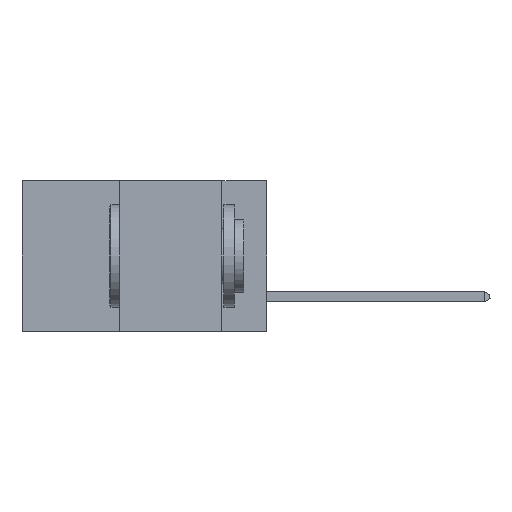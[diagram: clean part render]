
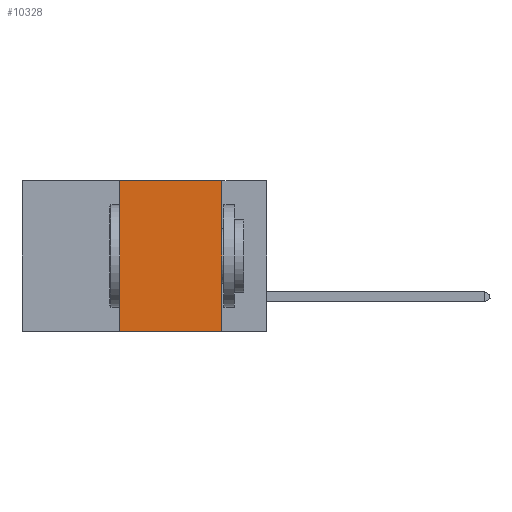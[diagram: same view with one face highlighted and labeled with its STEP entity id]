
A CAD part, left-side view. The second image highlights one B-rep face of the part: STEP entity #10328.
In plain terms, the highlighted planar face has unit normal (-1, 0, 0).
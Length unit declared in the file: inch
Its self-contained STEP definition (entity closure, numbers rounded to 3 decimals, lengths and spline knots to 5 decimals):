
#119 = CARTESIAN_POINT ( 'NONE',  ( 0., 0.6, -0.37 ) ) ;
#488 = CARTESIAN_POINT ( 'NONE',  ( 0., 0.11, 0. ) ) ;
#1004 = FACE_OUTER_BOUND ( 'NONE', #11248, .T. ) ;
#1261 = DIRECTION ( 'NONE',  ( 1., 0., 0. ) ) ;
#1720 = ORIENTED_EDGE ( 'NONE', *, *, #24064, .F. ) ;
#1932 = EDGE_CURVE ( 'NONE', #10681, #3104, #10666, .T. ) ;
#3104 = VERTEX_POINT ( 'NONE', #17861 ) ;
#3377 = DIRECTION ( 'NONE',  ( 0., 0., -1. ) ) ;
#4391 = CARTESIAN_POINT ( 'NONE',  ( 0., 0.36, -0.37 ) ) ;
#4476 = CARTESIAN_POINT ( 'NONE',  ( 0., 0.11, -0.37 ) ) ;
#5388 = VECTOR ( 'NONE', #3377, 39.37008 ) ;
#8771 = VECTOR ( 'NONE', #22476, 39.37008 ) ;
#9768 = LINE ( 'NONE', #14622, #5388 ) ;
#10328 = ADVANCED_FACE ( 'NONE', ( #1004 ), #19930, .F. ) ;
#10666 = LINE ( 'NONE', #17201, #20117 ) ;
#10681 = VERTEX_POINT ( 'NONE', #4391 ) ;
#10696 = DIRECTION ( 'NONE',  ( 0., 0., -1. ) ) ;
#11208 = DIRECTION ( 'NONE',  ( 0., -1., 0. ) ) ;
#11248 = EDGE_LOOP ( 'NONE', ( #1720, #20162, #16055, #19046 ) ) ;
#13197 = LINE ( 'NONE', #16780, #8771 ) ;
#13692 = VERTEX_POINT ( 'NONE', #4476 ) ;
#13864 = AXIS2_PLACEMENT_3D ( 'NONE', #18377, #1261, #10696 ) ;
#14088 = LINE ( 'NONE', #119, #19113 ) ;
#14622 = CARTESIAN_POINT ( 'NONE',  ( 0., 0.11, 0. ) ) ;
#14982 = EDGE_CURVE ( 'NONE', #3104, #15163, #13197, .T. ) ;
#15163 = VERTEX_POINT ( 'NONE', #488 ) ;
#16055 = ORIENTED_EDGE ( 'NONE', *, *, #1932, .F. ) ;
#16780 = CARTESIAN_POINT ( 'NONE',  ( 0., 0.6, 0. ) ) ;
#17201 = CARTESIAN_POINT ( 'NONE',  ( 0., 0.36, 0. ) ) ;
#17861 = CARTESIAN_POINT ( 'NONE',  ( 0., 0.36, 0. ) ) ;
#18377 = CARTESIAN_POINT ( 'NONE',  ( 0., 0.6, 0. ) ) ;
#19046 = ORIENTED_EDGE ( 'NONE', *, *, #20329, .T. ) ;
#19113 = VECTOR ( 'NONE', #11208, 39.37008 ) ;
#19849 = DIRECTION ( 'NONE',  ( 0., 0., 1. ) ) ;
#19930 = PLANE ( 'NONE',  #13864 ) ;
#20117 = VECTOR ( 'NONE', #19849, 39.37008 ) ;
#20162 = ORIENTED_EDGE ( 'NONE', *, *, #14982, .F. ) ;
#20329 = EDGE_CURVE ( 'NONE', #10681, #13692, #14088, .T. ) ;
#22476 = DIRECTION ( 'NONE',  ( 0., -1., 0. ) ) ;
#24064 = EDGE_CURVE ( 'NONE', #15163, #13692, #9768, .T. ) ;
